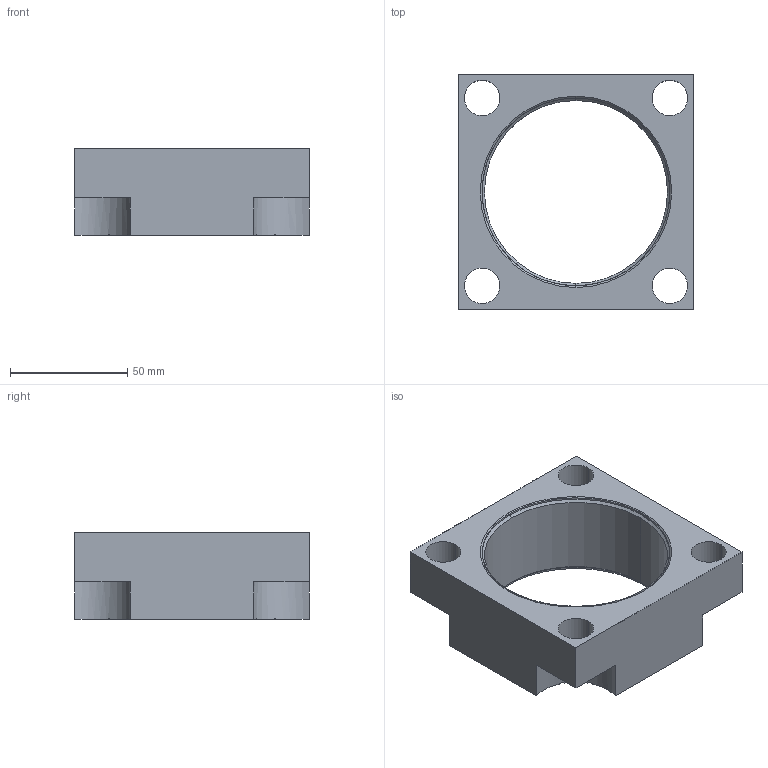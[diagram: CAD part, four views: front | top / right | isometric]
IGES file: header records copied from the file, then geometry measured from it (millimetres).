
Start section:  PTC IGES file: ilcm44018000.igs
Global section: file name: ilcm44018000.igs; native system: Pro/ENGINEER by Parametric Technology Corporation; preprocessor: 2005180; author: KR; organization: Unknown; date: 071113.114216; units: millimetre
Bounding box: 100 x 100 x 36.98 mm (x, y, z)
Surface area: 50223.2 mm2 (no closed solid volume)
Topology: 0 solids, 0 shells, 44 faces, 298 edges, 324 vertices
Faces by surface type: revolution 30, bspline 14
